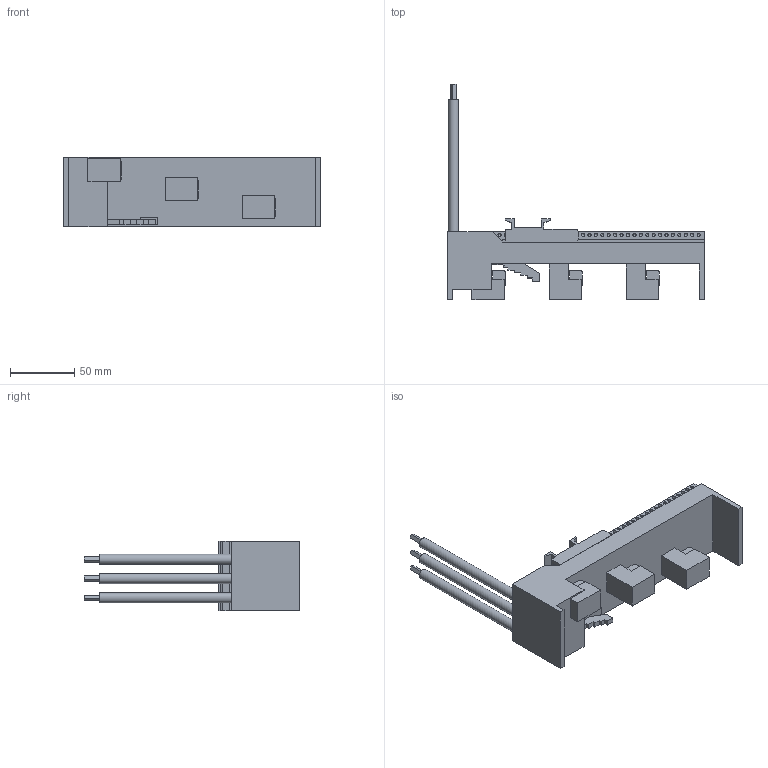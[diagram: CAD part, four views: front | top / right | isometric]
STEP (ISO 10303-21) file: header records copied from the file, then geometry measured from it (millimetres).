
FILE_DESCRIPTION((''),'2;1');
FILE_NAME('32454000.stp','2007-12-22T11:39:46',('Hubert Lenker'),(''),'Autodesk Inventor 10','Autodesk Inventor 10','');
FILE_SCHEMA(('AUTOMOTIVE_DESIGN { 1 0 10303 214 1 1 1 1 }'));
Length unit declared in the file: millimetre
Products named in the file (5): 32454000; Basis54x200; AWG8; 79351000; 80034000
Assembly tree (6 placements, depth 2):
  32454000
    Basis54x200
    AWG8  x3
    79351000
    80034000
Bounding box: 200 x 168 x 54 mm (x, y, z)
Volume: 310888.4 mm3; surface area: 78450 mm2
Topology: 6 solids, 6 shells, 466 faces, 1325 edges, 882 vertices
Faces by surface type: bspline 223, plane 167, cylinder 42, cone 32, torus 2
Full cylindrical faces by diameter (mm): 2.159 x1, 2.5 x32, 4.931 x1, 8 x3
Entity records: 14112 total; most frequent: CARTESIAN_POINT 5644, DIRECTION 1548, ORIENTED_EDGE 1510, EDGE_CURVE 755, EDGE_LOOP 750, VERTEX_POINT 597, AXIS2_PLACEMENT_3D 565, FACE_OUTER_BOUND 450
